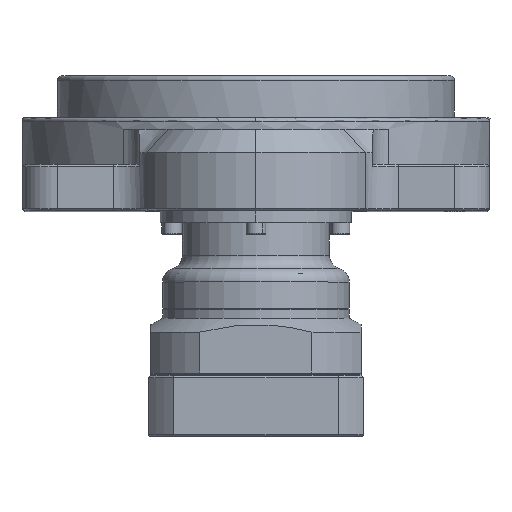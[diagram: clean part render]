
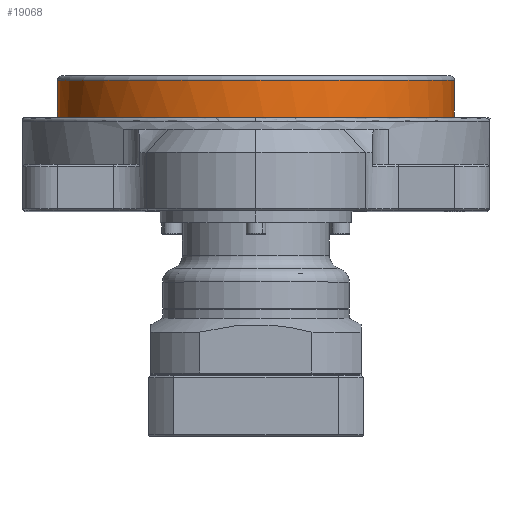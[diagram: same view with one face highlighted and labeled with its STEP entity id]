
A CAD part, top view. The second image highlights one B-rep face of the part: STEP entity #19068.
In plain terms, the highlighted cylindrical face has radius 85 mm (diameter 170 mm), a partial arc.
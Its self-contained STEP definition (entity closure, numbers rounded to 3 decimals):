
#512 = CARTESIAN_POINT ( 'NONE',  ( 0., 56., 0. ) ) ;
#1271 = CARTESIAN_POINT ( 'NONE',  ( 0., 41., 0. ) ) ;
#2676 = EDGE_CURVE ( 'NONE', #23640, #23517, #11257, .T. ) ;
#2678 = DIRECTION ( 'NONE',  ( -1., 0., 0. ) ) ;
#3059 = CYLINDRICAL_SURFACE ( 'NONE', #23164, 85. ) ;
#4662 = EDGE_CURVE ( 'NONE', #24267, #23517, #15020, .T. ) ;
#5457 = CARTESIAN_POINT ( 'NONE',  ( -85., 56., 0. ) ) ;
#5913 = VECTOR ( 'NONE', #22485, 1000. ) ;
#6218 = CIRCLE ( 'NONE', #14715, 85. ) ;
#6647 = DIRECTION ( 'NONE',  ( 0., 1., 0. ) ) ;
#6869 = VERTEX_POINT ( 'NONE', #17355 ) ;
#7700 = CARTESIAN_POINT ( 'NONE',  ( 0., 39.5, 0. ) ) ;
#8314 = CIRCLE ( 'NONE', #9518, 85. ) ;
#8345 = DIRECTION ( 'NONE',  ( 0., 1., 0. ) ) ;
#9518 = AXIS2_PLACEMENT_3D ( 'NONE', #19569, #6647, #21742 ) ;
#9522 = CARTESIAN_POINT ( 'NONE',  ( -85., 39.5, 0. ) ) ;
#9883 = DIRECTION ( 'NONE',  ( -0.128, 0., 0.992 ) ) ;
#9963 = DIRECTION ( 'NONE',  ( 0., 1., 0. ) ) ;
#10132 = ORIENTED_EDGE ( 'NONE', *, *, #17324, .T. ) ;
#11257 = CIRCLE ( 'NONE', #27025, 85. ) ;
#11652 = LINE ( 'NONE', #26722, #5913 ) ;
#12557 = EDGE_LOOP ( 'NONE', ( #25359, #17547, #10132, #25425, #17974 ) ) ;
#12626 = CARTESIAN_POINT ( 'NONE',  ( -85., 41., 0. ) ) ;
#14715 = AXIS2_PLACEMENT_3D ( 'NONE', #7700, #22804, #9883 ) ;
#15020 = LINE ( 'NONE', #12626, #27819 ) ;
#15604 = DIRECTION ( 'NONE',  ( 0., -1., 0. ) ) ;
#17324 = EDGE_CURVE ( 'NONE', #6869, #24295, #6218, .T. ) ;
#17355 = CARTESIAN_POINT ( 'NONE',  ( -10.878, 39.5, 84.301 ) ) ;
#17547 = ORIENTED_EDGE ( 'NONE', *, *, #22719, .T. ) ;
#17974 = ORIENTED_EDGE ( 'NONE', *, *, #2676, .T. ) ;
#18300 = CARTESIAN_POINT ( 'NONE',  ( 85., 39.5, 0. ) ) ;
#18545 = DIRECTION ( 'NONE',  ( 1., 0., 0. ) ) ;
#18660 = CARTESIAN_POINT ( 'NONE',  ( 85., 56., 0. ) ) ;
#19068 = ADVANCED_FACE ( 'NONE', ( #26668 ), #3059, .T. ) ;
#19569 = CARTESIAN_POINT ( 'NONE',  ( 0., 39.5, 0. ) ) ;
#21742 = DIRECTION ( 'NONE',  ( -0.128, 0., 0.992 ) ) ;
#22485 = DIRECTION ( 'NONE',  ( 0., 1., 0. ) ) ;
#22719 = EDGE_CURVE ( 'NONE', #24267, #6869, #8314, .T. ) ;
#22804 = DIRECTION ( 'NONE',  ( 0., 1., 0. ) ) ;
#23164 = AXIS2_PLACEMENT_3D ( 'NONE', #1271, #9963, #18545 ) ;
#23517 = VERTEX_POINT ( 'NONE', #5457 ) ;
#23640 = VERTEX_POINT ( 'NONE', #18660 ) ;
#24267 = VERTEX_POINT ( 'NONE', #9522 ) ;
#24295 = VERTEX_POINT ( 'NONE', #18300 ) ;
#25359 = ORIENTED_EDGE ( 'NONE', *, *, #4662, .F. ) ;
#25425 = ORIENTED_EDGE ( 'NONE', *, *, #26678, .T. ) ;
#26668 = FACE_OUTER_BOUND ( 'NONE', #12557, .T. ) ;
#26678 = EDGE_CURVE ( 'NONE', #24295, #23640, #11652, .T. ) ;
#26722 = CARTESIAN_POINT ( 'NONE',  ( 85., 41., 0. ) ) ;
#27025 = AXIS2_PLACEMENT_3D ( 'NONE', #512, #15604, #2678 ) ;
#27819 = VECTOR ( 'NONE', #8345, 1000. ) ;
